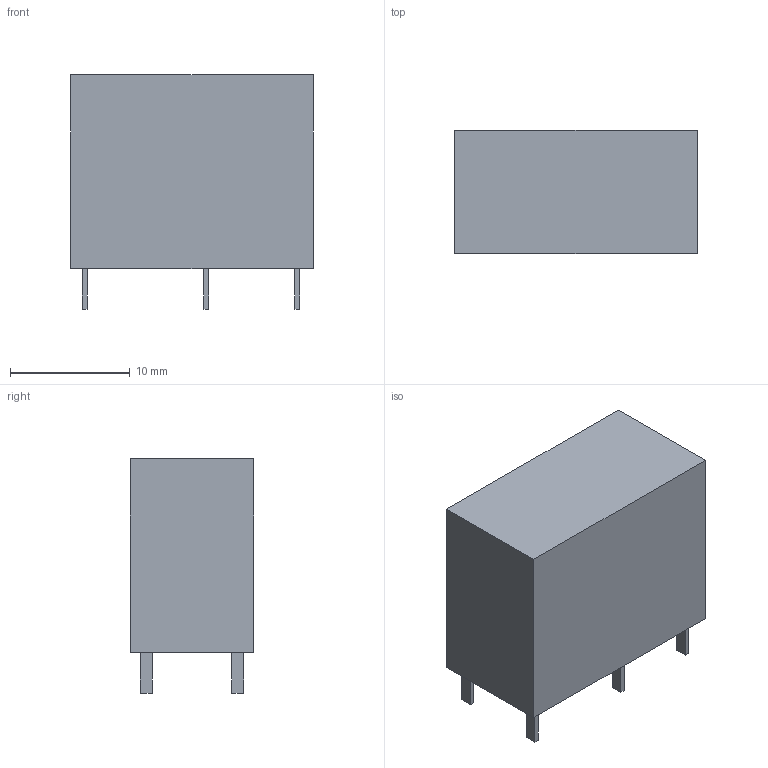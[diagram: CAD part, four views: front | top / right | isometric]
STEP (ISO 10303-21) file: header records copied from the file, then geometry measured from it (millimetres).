
FILE_DESCRIPTION(('FreeCAD Model'),'2;1');
FILE_NAME('g5q-1a-eu_12dc.step','2019-08-21T14:00:27',('kicad StepUp'),('ksu MCAD'), 'Open CASCADE STEP processor 7.3','FreeCAD','Unknown');
FILE_SCHEMA(('AUTOMOTIVE_DESIGN { 1 0 10303 214 1 1 1 1 }'));
Length unit declared in the file: millimetre
Products named in the file (1): g5q-1a-eu_12dc
Bounding box: 20.3 x 10.3 x 19.6 mm (x, y, z)
Volume: 3392.7 mm3; surface area: 1447.7 mm2
Topology: 1 solids, 1 shells, 26 faces, 60 edges, 40 vertices
Faces by surface type: plane 26
Entity records: 919 total; most frequent: CARTESIAN_POINT 127, ORIENTED_EDGE 120, DIRECTION 114, EDGE_CURVE 60, LINE 60, VECTOR 60, VERTEX_POINT 40, FACE_BOUND 30
